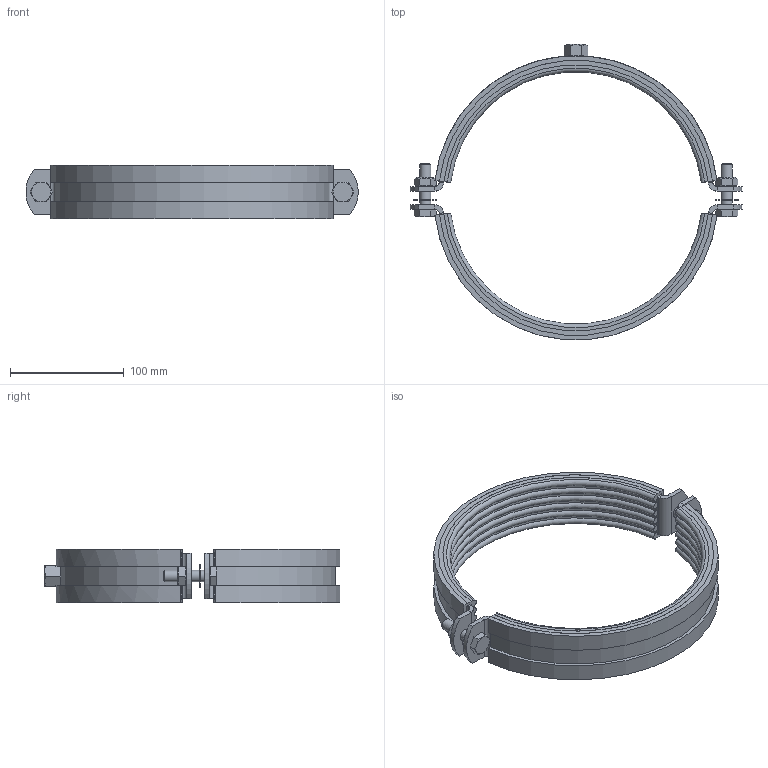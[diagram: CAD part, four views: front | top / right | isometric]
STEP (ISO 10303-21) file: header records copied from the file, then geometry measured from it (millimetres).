
FILE_DESCRIPTION((''),'2;1');
FILE_NAME('122159.stp','2011-07-13T11:04:14',('DMK009'),(''),'Autodesk Inventor 2012','Autodesk Inventor 2012','');
FILE_SCHEMA(('AUTOMOTIVE_DESIGN { 1 0 10303 214 1 1 1 1 }'));
Length unit declared in the file: millimetre
Products named in the file (1): 122159
Bounding box: 291.8 x 259.55 x 47 mm (x, y, z)
Volume: 353851.5 mm3; surface area: 218483.8 mm2
Topology: 2 solids, 2 shells, 234 faces, 588 edges, 376 vertices
Faces by surface type: plane 103, cylinder 70, torus 32, cone 23, sphere 6
Full cylindrical faces by diameter (mm): 9.188 x2, 10 x6, 10.106 x1, 11 x4, 15.4 x2, 20 x2
Entity records: 7166 total; most frequent: CARTESIAN_POINT 1341, DIRECTION 1248, ORIENTED_EDGE 1118, EDGE_CURVE 559, AXIS2_PLACEMENT_3D 515, VERTEX_POINT 367, EDGE_LOOP 292, CIRCLE 268
